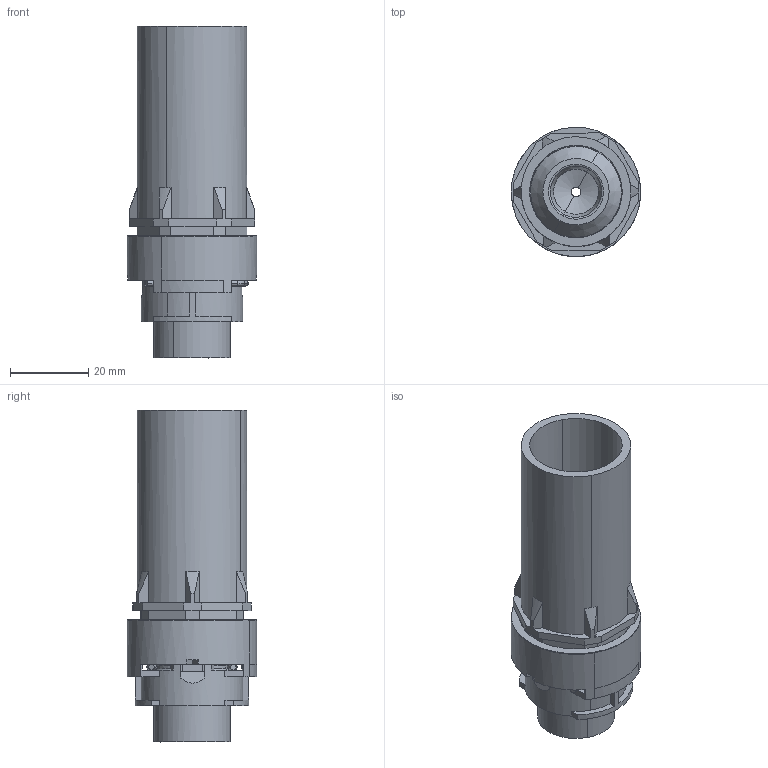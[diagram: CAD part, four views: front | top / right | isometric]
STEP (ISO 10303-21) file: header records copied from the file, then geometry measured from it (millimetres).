
FILE_DESCRIPTION(('CATIA V5 STEP Exchange','CAx-IF Rec.Pracs.--- Model Styling and Organization---1.4--- 2014-01-23'),'2;1');
FILE_NAME ('005801-1_3', '2019-12-10T06:45:32+00:00', ('none'), ('Weidmueller'), 'CATIA Version 5-6 Release 2016 SP3 HF44', 'CATIA V5 STEP AP214', 'none');
FILE_SCHEMA(('AUTOMOTIVE_DESIGN { 1 0 10303 214 1 1 1 1 }'));
Length unit declared in the file: millimetre
Products named in the file (1): 1079750000
Bounding box: 33 x 33 x 84.7 mm (x, y, z)
Volume: 28710.7 mm3; surface area: 28395.2 mm2
Topology: 4 solids, 4 shells, 274 faces, 704 edges, 445 vertices
Faces by surface type: plane 121, cylinder 79, cone 38, torus 32, revolution 4
Entity records: 8113 total; most frequent: CARTESIAN_POINT 1815, ORIENTED_EDGE 1408, DIRECTION 1060, EDGE_CURVE 704, AXIS2_PLACEMENT_3D 477, VERTEX_POINT 445, VECTOR 370, LINE 370
